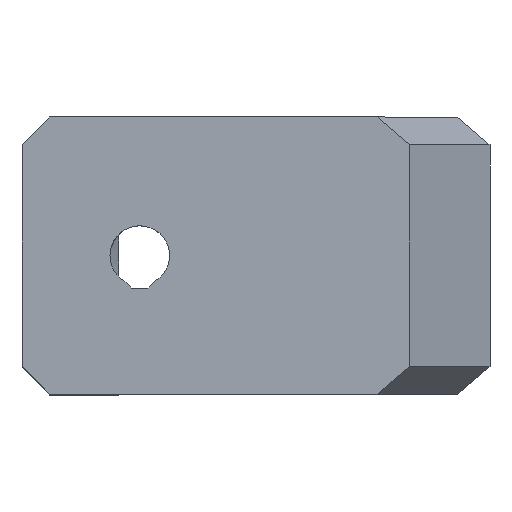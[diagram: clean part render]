
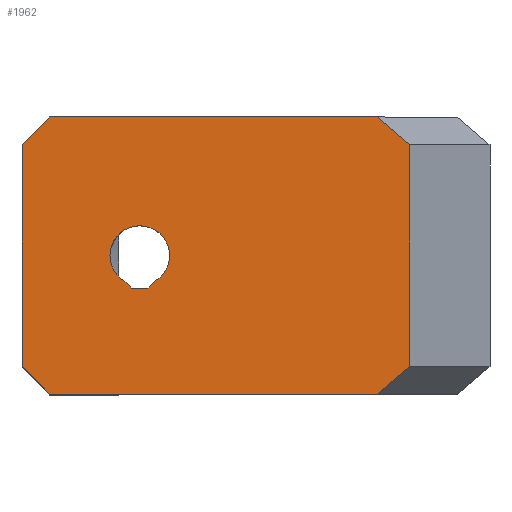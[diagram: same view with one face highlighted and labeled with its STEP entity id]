
A CAD part, top view. The second image highlights one B-rep face of the part: STEP entity #1962.
In plain terms, the highlighted planar face has unit normal (0, 0, 1).
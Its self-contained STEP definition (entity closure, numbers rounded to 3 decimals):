
#20=FACE_BOUND('',#212,.T.);
#39=CIRCLE('',#2094,2.15);
#104=FACE_OUTER_BOUND('',#211,.T.);
#211=EDGE_LOOP('',(#1423,#1424,#1425,#1426,#1427,#1428,#1429,#1430));
#212=EDGE_LOOP('',(#1431,#1432,#1433,#1434));
#370=LINE('',#2893,#624);
#375=LINE('',#2903,#629);
#377=LINE('',#2907,#631);
#378=LINE('',#2909,#632);
#379=LINE('',#2911,#633);
#380=LINE('',#2913,#634);
#381=LINE('',#2915,#635);
#382=LINE('',#2916,#636);
#383=LINE('',#2919,#637);
#384=LINE('',#2921,#638);
#385=LINE('',#2923,#639);
#624=VECTOR('',#2352,10.);
#629=VECTOR('',#2361,10.);
#631=VECTOR('',#2365,10.);
#632=VECTOR('',#2366,10.);
#633=VECTOR('',#2367,10.);
#634=VECTOR('',#2368,10.);
#635=VECTOR('',#2369,10.);
#636=VECTOR('',#2370,10.);
#637=VECTOR('',#2371,10.);
#638=VECTOR('',#2372,10.);
#639=VECTOR('',#2373,10.);
#858=VERTEX_POINT('',#2890);
#859=VERTEX_POINT('',#2892);
#862=VERTEX_POINT('',#2902);
#863=VERTEX_POINT('',#2906);
#864=VERTEX_POINT('',#2908);
#865=VERTEX_POINT('',#2910);
#866=VERTEX_POINT('',#2912);
#867=VERTEX_POINT('',#2914);
#868=VERTEX_POINT('',#2917);
#869=VERTEX_POINT('',#2918);
#870=VERTEX_POINT('',#2920);
#871=VERTEX_POINT('',#2922);
#1066=EDGE_CURVE('',#858,#859,#370,.T.);
#1071=EDGE_CURVE('',#862,#859,#375,.T.);
#1073=EDGE_CURVE('',#858,#863,#377,.T.);
#1074=EDGE_CURVE('',#864,#863,#378,.T.);
#1075=EDGE_CURVE('',#864,#865,#379,.T.);
#1076=EDGE_CURVE('',#866,#865,#380,.T.);
#1077=EDGE_CURVE('',#866,#867,#381,.T.);
#1078=EDGE_CURVE('',#862,#867,#382,.T.);
#1079=EDGE_CURVE('',#868,#869,#383,.T.);
#1080=EDGE_CURVE('',#869,#870,#384,.T.);
#1081=EDGE_CURVE('',#870,#871,#385,.T.);
#1082=EDGE_CURVE('',#871,#868,#39,.T.);
#1423=ORIENTED_EDGE('',*,*,#1066,.F.);
#1424=ORIENTED_EDGE('',*,*,#1073,.T.);
#1425=ORIENTED_EDGE('',*,*,#1074,.F.);
#1426=ORIENTED_EDGE('',*,*,#1075,.T.);
#1427=ORIENTED_EDGE('',*,*,#1076,.F.);
#1428=ORIENTED_EDGE('',*,*,#1077,.T.);
#1429=ORIENTED_EDGE('',*,*,#1078,.F.);
#1430=ORIENTED_EDGE('',*,*,#1071,.T.);
#1431=ORIENTED_EDGE('',*,*,#1079,.T.);
#1432=ORIENTED_EDGE('',*,*,#1080,.T.);
#1433=ORIENTED_EDGE('',*,*,#1081,.T.);
#1434=ORIENTED_EDGE('',*,*,#1082,.T.);
#1863=PLANE('',#2093);
#1962=ADVANCED_FACE('',(#104,#20),#1863,.T.);
#2093=AXIS2_PLACEMENT_3D('',#2905,#2363,#2364);
#2094=AXIS2_PLACEMENT_3D('',#2924,#2374,#2375);
#2352=DIRECTION('',(0.756,-0.655,0.));
#2361=DIRECTION('',(0.,1.,0.));
#2363=DIRECTION('center_axis',(0.,0.,1.));
#2364=DIRECTION('ref_axis',(1.,0.,0.));
#2365=DIRECTION('',(-1.,0.,0.));
#2366=DIRECTION('',(0.707,0.707,0.));
#2367=DIRECTION('',(0.,-1.,0.));
#2368=DIRECTION('',(-0.707,0.707,0.));
#2369=DIRECTION('',(1.,0.,0.));
#2370=DIRECTION('',(-0.756,-0.655,0.));
#2371=DIRECTION('',(-0.707,-0.707,0.));
#2372=DIRECTION('',(-1.,0.,0.));
#2373=DIRECTION('',(-0.707,0.707,0.));
#2374=DIRECTION('center_axis',(0.,0.,-1.));
#2375=DIRECTION('ref_axis',(1.,0.,0.));
#2890=CARTESIAN_POINT('',(25.691,20.,20.));
#2892=CARTESIAN_POINT('',(28.,18.,20.));
#2893=CARTESIAN_POINT('',(28.008,17.993,20.));
#2902=CARTESIAN_POINT('',(28.,2.,20.));
#2903=CARTESIAN_POINT('',(28.,5.,20.));
#2905=CARTESIAN_POINT('Origin',(16.,10.,20.));
#2906=CARTESIAN_POINT('',(2.,20.,20.));
#2907=CARTESIAN_POINT('',(0.,20.,20.));
#2908=CARTESIAN_POINT('',(0.,18.,20.));
#2909=CARTESIAN_POINT('',(2.5,20.5,20.));
#2910=CARTESIAN_POINT('',(0.,2.,20.));
#2911=CARTESIAN_POINT('',(0.,0.,20.));
#2912=CARTESIAN_POINT('',(2.,0.,20.));
#2913=CARTESIAN_POINT('',(2.5,-0.5,20.));
#2914=CARTESIAN_POINT('',(25.691,0.,20.));
#2915=CARTESIAN_POINT('',(32.,0.,20.));
#2916=CARTESIAN_POINT('',(26.865,1.017,20.));
#2917=CARTESIAN_POINT('',(9.575,8.138,20.));
#2918=CARTESIAN_POINT('',(9.086,7.649,20.));
#2919=CARTESIAN_POINT('',(9.086,7.649,20.));
#2920=CARTESIAN_POINT('',(7.914,7.649,20.));
#2921=CARTESIAN_POINT('',(7.914,7.649,20.));
#2922=CARTESIAN_POINT('',(7.425,8.138,20.));
#2923=CARTESIAN_POINT('',(7.425,8.138,20.));
#2924=CARTESIAN_POINT('Origin',(8.5,10.,20.));
